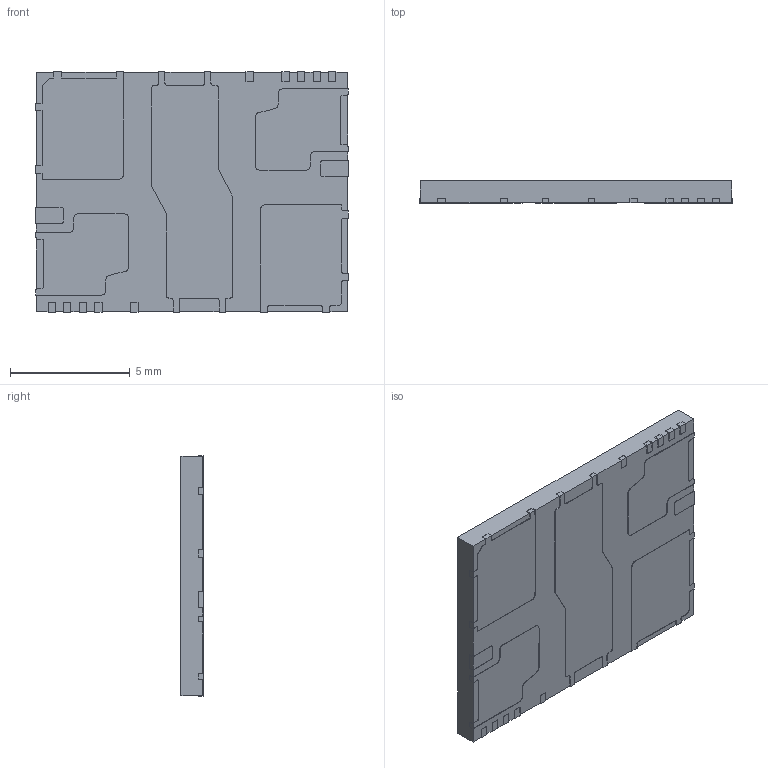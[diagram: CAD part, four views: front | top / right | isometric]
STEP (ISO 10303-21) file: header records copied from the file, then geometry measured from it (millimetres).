
FILE_DESCRIPTION (( 'STEP AP214' ), '1' );
FILE_NAME ('10-PowerVFQFN.step', '2020-09-27T09:29:19', ( 'pkot' ), ( '' ), 'SwSTEP 2.0', 'SolidWorks 2020', '' );
FILE_SCHEMA (( 'AUTOMOTIVE_DESIGN' ));
Length unit declared in the file: millimetre
Products named in the file (1): 10-PowerVFQFN
Bounding box: 13.04 x 0.92 x 10.04 mm (x, y, z)
Volume: 118.4 mm3; surface area: 306.6 mm2
Topology: 1 solids, 1 shells, 530 faces, 1485 edges, 988 vertices
Faces by surface type: plane 365, bspline 120, cylinder 45
Entity records: 28539 total; most frequent: CARTESIAN_POINT 9748, ORIENTED_EDGE 2970, DIRECTION 2157, EDGE_CURVE 1485, LINE 1155, VECTOR 1155, VERTEX_POINT 988, EDGE_LOOP 561
